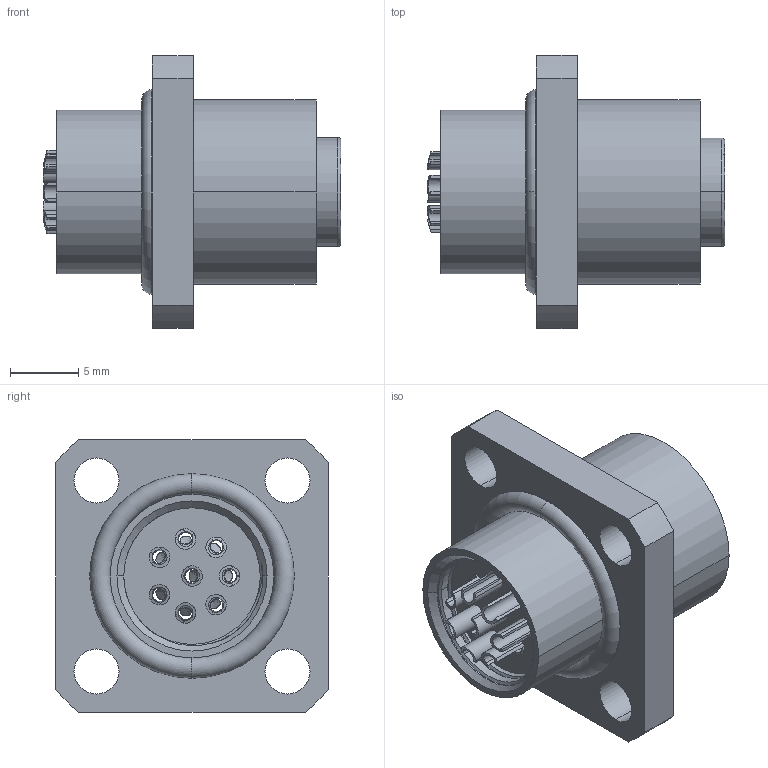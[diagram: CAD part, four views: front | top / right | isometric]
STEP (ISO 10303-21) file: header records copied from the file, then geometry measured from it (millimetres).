
FILE_DESCRIPTION (( 'STEP AP214' ), '1' );
FILE_NAME ('55-00239.STEP', '2024-04-08T21:35:38', ( '' ), ( '' ), 'SwSTEP 2.0', 'SolidWorks 2021', '' );
FILE_SCHEMA (( 'AUTOMOTIVE_DESIGN' ));
Length unit declared in the file: millimetre
Products named in the file (6): 55-00239; 55-00239-04___; 55-00239-05___; 55-00239-02___; 55-00239-03___; 55-00239-01___
Assembly tree (12 placements, depth 2):
  55-00239
    55-00239-01___
    55-00239-02___
    55-00239-03___  x8
    55-00239-04___
    55-00239-05___
Bounding box: 21.8 x 20 x 20 mm (x, y, z)
Volume: 2642.4 mm3; surface area: 5536.5 mm2
Topology: 12 solids, 12 shells, 832 faces, 2114 edges, 1335 vertices
Faces by surface type: cylinder 297, plane 245, torus 155, cone 80, bspline 55
Entity records: 10431 total; most frequent: CARTESIAN_POINT 4591, ORIENTED_EDGE 1190, DIRECTION 1174, EDGE_CURVE 595, AXIS2_PLACEMENT_3D 482, VERTEX_POINT 383, EDGE_LOOP 284, CIRCLE 243
